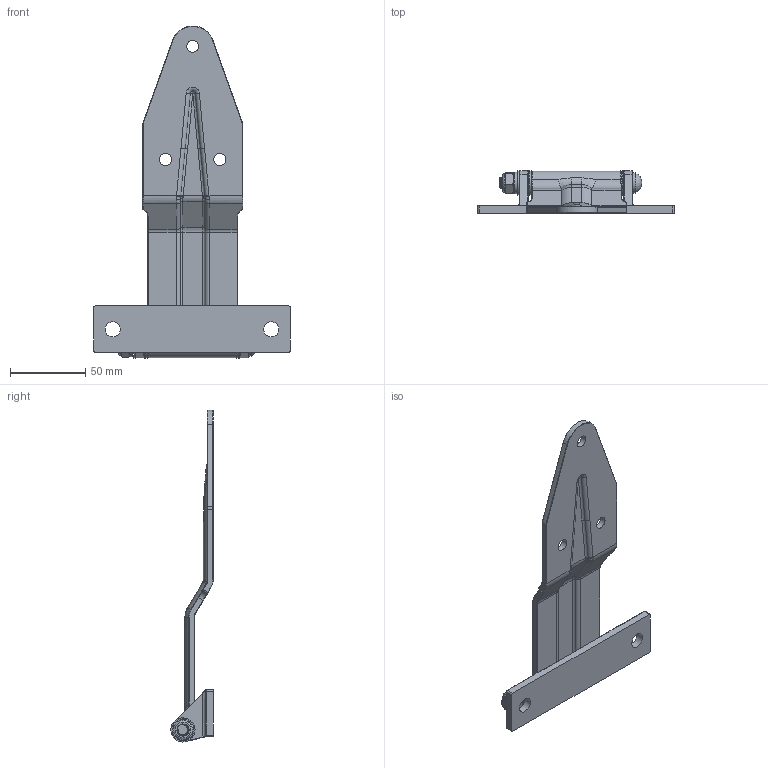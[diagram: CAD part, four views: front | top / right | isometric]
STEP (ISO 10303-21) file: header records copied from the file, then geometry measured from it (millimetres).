
FILE_DESCRIPTION(/* description */ (''),/* implementation_level */ '2;1');
FILE_NAME(/* name */ 'HS406.stp',/* time_stamp */ '2024-07-30T12:49:10+09:00',/* author */ ('user'),/* organization */ (''),/* preprocessor_version */ 'ST-DEVELOPER v15.6',/* originating_system */ 'Autodesk Inventor 2015',/* authorisation */ '');
FILE_SCHEMA (('AUTOMOTIVE_DESIGN { 1 0 10303 214 3 1 1 }'));
Length unit declared in the file: millimetre
Products named in the file (7): HS406_B; HS406_T; 너트; 와샤; 와샤2; 핀; HS406
Bounding box: 130 x 28 x 219.95 mm (x, y, z)
Volume: 84340 mm3; surface area: 47727 mm2
Topology: 10 solids, 10 shells, 294 faces, 749 edges, 474 vertices
Faces by surface type: cylinder 130, plane 63, bspline 52, torus 49
Full cylindrical faces by diameter (mm): 7.866 x13, 8 x8, 8.2 x3, 10 x2, 12.5 x1, 13.5 x1, 16 x5
Entity records: 18392 total; most frequent: CARTESIAN_POINT 11934, ORIENTED_EDGE 1328, DIRECTION 1308, EDGE_CURVE 664, AXIS2_PLACEMENT_3D 552, VERTEX_POINT 428, EDGE_LOOP 302, CIRCLE 290
